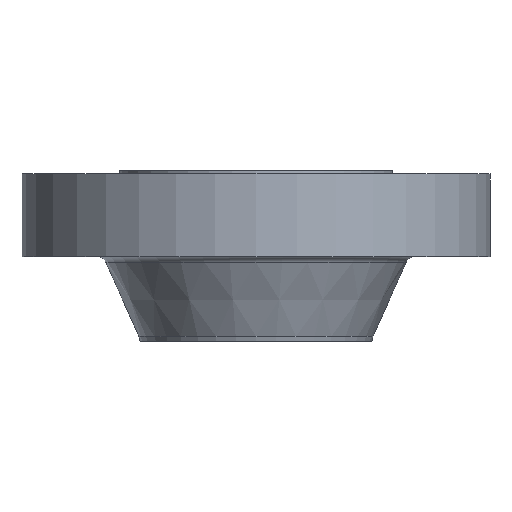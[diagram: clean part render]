
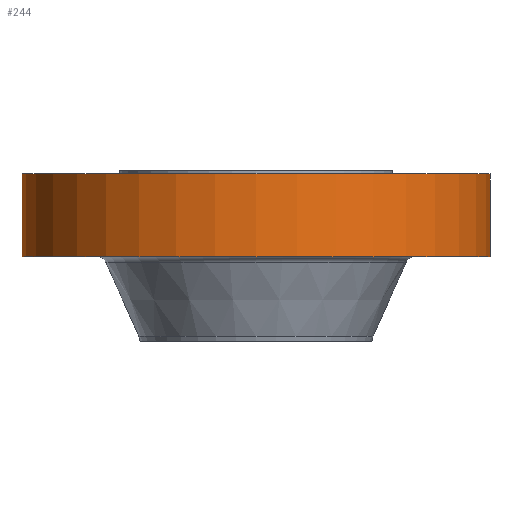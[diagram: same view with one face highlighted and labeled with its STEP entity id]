
A CAD part, front view. The second image highlights one B-rep face of the part: STEP entity #244.
In plain terms, the highlighted cylindrical face has radius 457.2 mm (diameter 914.4 mm), a partial arc.
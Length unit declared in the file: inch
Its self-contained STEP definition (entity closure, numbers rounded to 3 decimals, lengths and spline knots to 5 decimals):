
#40 = LINE ( 'NONE', #1101, #644 ) ;
#59 = ORIENTED_EDGE ( 'NONE', *, *, #1147, .T. ) ;
#103 = CARTESIAN_POINT ( 'NONE',  ( 0., 0., -6.625 ) ) ;
#121 = AXIS2_PLACEMENT_3D ( 'NONE', #438, #313, #848 ) ;
#190 = EDGE_LOOP ( 'NONE', ( #944, #59, #1707, #672 ) ) ;
#194 = DIRECTION ( 'NONE',  ( 1., 0., 0. ) ) ;
#244 = ADVANCED_FACE ( 'NONE', ( #568 ), #970, .T. ) ;
#261 = CARTESIAN_POINT ( 'NONE',  ( -18., 0., -0.25 ) ) ;
#267 = CARTESIAN_POINT ( 'NONE',  ( 18., 0., 0. ) ) ;
#273 = CARTESIAN_POINT ( 'NONE',  ( -18., 0., -6.625 ) ) ;
#274 = VERTEX_POINT ( 'NONE', #273 ) ;
#313 = DIRECTION ( 'NONE',  ( 0., 0., 1. ) ) ;
#379 = LINE ( 'NONE', #267, #909 ) ;
#411 = CARTESIAN_POINT ( 'NONE',  ( 18., 0., -0.25 ) ) ;
#438 = CARTESIAN_POINT ( 'NONE',  ( 0., 0., 0. ) ) ;
#557 = VERTEX_POINT ( 'NONE', #261 ) ;
#568 = FACE_OUTER_BOUND ( 'NONE', #190, .T. ) ;
#575 = EDGE_CURVE ( 'NONE', #1653, #924, #379, .T. ) ;
#644 = VECTOR ( 'NONE', #864, 39.37008 ) ;
#659 = DIRECTION ( 'NONE',  ( 0., 0., 1. ) ) ;
#672 = ORIENTED_EDGE ( 'NONE', *, *, #1368, .F. ) ;
#811 = CIRCLE ( 'NONE', #1336, 18. ) ;
#848 = DIRECTION ( 'NONE',  ( 1., 0., 0. ) ) ;
#849 = DIRECTION ( 'NONE',  ( 0., 0., 1. ) ) ;
#864 = DIRECTION ( 'NONE',  ( 0., 0., 1. ) ) ;
#874 = CIRCLE ( 'NONE', #1333, 18. ) ;
#909 = VECTOR ( 'NONE', #659, 39.37008 ) ;
#924 = VERTEX_POINT ( 'NONE', #411 ) ;
#944 = ORIENTED_EDGE ( 'NONE', *, *, #1517, .F. ) ;
#958 = CARTESIAN_POINT ( 'NONE',  ( 18., 0., -6.625 ) ) ;
#970 = CYLINDRICAL_SURFACE ( 'NONE', #121, 18. ) ;
#1060 = DIRECTION ( 'NONE',  ( 0., 0., 1. ) ) ;
#1101 = CARTESIAN_POINT ( 'NONE',  ( -18., 0., 0. ) ) ;
#1147 = EDGE_CURVE ( 'NONE', #274, #1653, #874, .T. ) ;
#1333 = AXIS2_PLACEMENT_3D ( 'NONE', #103, #1060, #1718 ) ;
#1336 = AXIS2_PLACEMENT_3D ( 'NONE', #1655, #849, #194 ) ;
#1368 = EDGE_CURVE ( 'NONE', #557, #924, #811, .T. ) ;
#1517 = EDGE_CURVE ( 'NONE', #274, #557, #40, .T. ) ;
#1653 = VERTEX_POINT ( 'NONE', #958 ) ;
#1655 = CARTESIAN_POINT ( 'NONE',  ( 0., 0., -0.25 ) ) ;
#1707 = ORIENTED_EDGE ( 'NONE', *, *, #575, .T. ) ;
#1718 = DIRECTION ( 'NONE',  ( 1., 0., 0. ) ) ;
